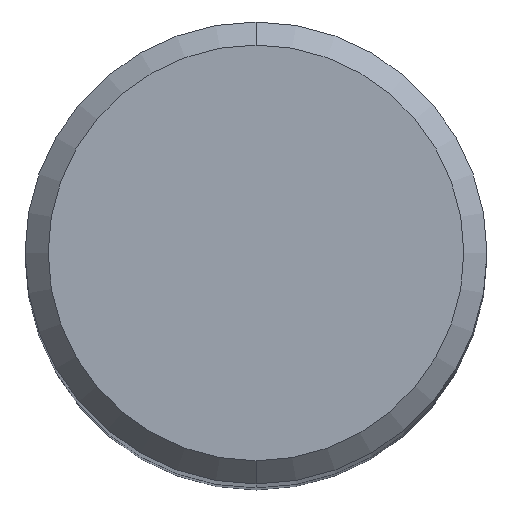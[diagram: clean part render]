
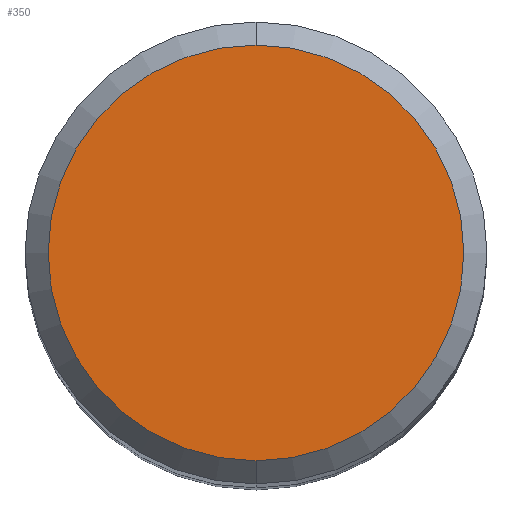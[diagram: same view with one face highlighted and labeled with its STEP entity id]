
A CAD part, top view. The second image highlights one B-rep face of the part: STEP entity #350.
In plain terms, the highlighted planar face has unit normal (0, 0, 1).
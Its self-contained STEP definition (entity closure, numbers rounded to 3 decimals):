
#180=VERTEX_POINT('',#482);
#216=VERTEX_POINT('',#520);
#298=EDGE_CURVE('',#216,#180,#610,.T.);
#302=EDGE_CURVE('',#180,#216,#614,.T.);
#350=ADVANCED_FACE('',(#671),#672,.T.);
#482=CARTESIAN_POINT('',(0.,-5.4,0.0));
#520=CARTESIAN_POINT('',(0.0,5.4,0.0));
#610=CIRCLE('',#1135,5.4);
#614=CIRCLE('',#1140,5.4);
#671=FACE_OUTER_BOUND('',#1263,.T.);
#672=PLANE('',#1264);
#1135=AXIS2_PLACEMENT_3D('',#1630,#1631,#1632);
#1140=AXIS2_PLACEMENT_3D('',#1633,#1634,#1635);
#1263=EDGE_LOOP('',(#1710,#1711));
#1264=AXIS2_PLACEMENT_3D('',#1712,#1713,#1714);
#1630=CARTESIAN_POINT('',(0.0,0.0,0.0));
#1631=DIRECTION('',(0.0,0.0,-1.0));
#1632=DIRECTION('',(0.0,1.0,0.0));
#1633=CARTESIAN_POINT('',(0.0,0.0,0.0));
#1634=DIRECTION('',(0.0,0.0,-1.0));
#1635=DIRECTION('',(0.0,1.0,0.0));
#1710=ORIENTED_EDGE('',*,*,#298,.F.);
#1711=ORIENTED_EDGE('',*,*,#302,.F.);
#1712=CARTESIAN_POINT('',(0.0,2.7,0.0));
#1713=DIRECTION('',(-0.0,0.0,1.0));
#1714=DIRECTION('',(0.0,-1.0,0.0));
